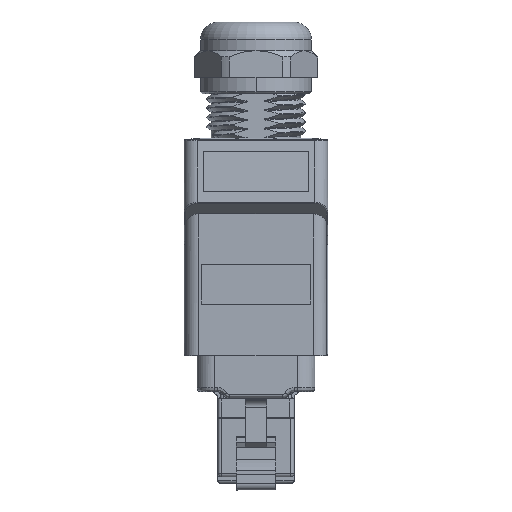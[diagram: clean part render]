
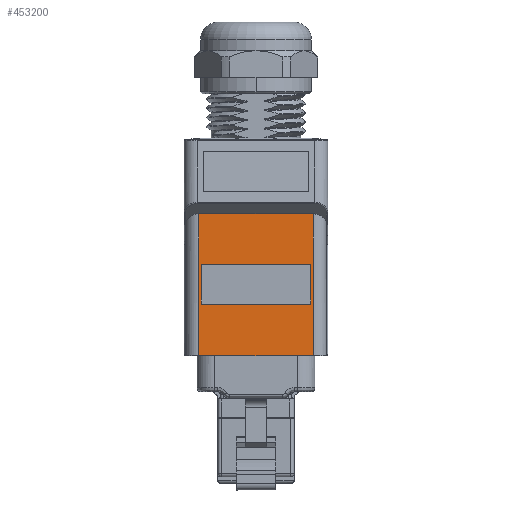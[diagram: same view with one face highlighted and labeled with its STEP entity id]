
A CAD part, top view. The second image highlights one B-rep face of the part: STEP entity #453200.
In plain terms, the highlighted face is planar.
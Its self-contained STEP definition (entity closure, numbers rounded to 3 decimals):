
#283880=CARTESIAN_POINT('',(-34.603,14.593,
-25.127));
#283890=VERTEX_POINT('',#283880);
#285670=CARTESIAN_POINT('',(-17.003,14.593,
-25.127));
#285680=VERTEX_POINT('',#285670);
#285710=CARTESIAN_POINT('',(0.,14.593,-25.127));
#285720=DIRECTION('',(-1.,0.,0.));
#285730=VECTOR('',#285720,1.);
#285740=LINE('',#285710,#285730);
#285750=EDGE_CURVE('',#285680,#283890,#285740,.T.);
#286050=CARTESIAN_POINT('',(-17.003,14.593,
-3.407));
#286060=VERTEX_POINT('',#286050);
#286090=CARTESIAN_POINT('',(-17.003,14.593,
1.373));
#286100=DIRECTION('',(0.,0.,1.));
#286110=VECTOR('',#286100,1.);
#286120=LINE('',#286090,#286110);
#286130=EDGE_CURVE('',#285680,#286060,#286120,.T.);
#443550=CARTESIAN_POINT('',(-34.603,14.593,
-3.407));
#443560=VERTEX_POINT('',#443550);
#443590=CARTESIAN_POINT('',(-23.788,14.593,
-3.407));
#443600=DIRECTION('',(1.,0.,0.));
#443610=VECTOR('',#443600,1.);
#443620=LINE('',#443590,#443610);
#443630=EDGE_CURVE('',#443560,#286060,#443620,.T.);
#443830=CARTESIAN_POINT('',(-34.603,14.593,
1.373));
#443840=DIRECTION('',(0.,0.,1.));
#443850=VECTOR('',#443840,1.);
#443860=LINE('',#443830,#443850);
#443870=EDGE_CURVE('',#283890,#443560,#443860,.T.);
#452390=CARTESIAN_POINT('',(-36.803,14.593,
1.373));
#452400=DIRECTION('',(-0.,-1.,-0.));
#452410=DIRECTION('',(-1.,0.,0.));
#452420=AXIS2_PLACEMENT_3D('',#452390,#452400,#452410);
#452430=PLANE('',#452420);
#452440=CARTESIAN_POINT('',(-33.898,14.593,
-17.067));
#452450=DIRECTION('',(0.,1.,0.));
#452460=DIRECTION('',(-1.,0.,0.));
#452470=AXIS2_PLACEMENT_3D('',#452440,#452450,#452460);
#452480=CIRCLE('',#452470,0.3);
#452490=CARTESIAN_POINT('',(-33.898,14.593,
-17.367));
#452500=VERTEX_POINT('',#452490);
#452510=CARTESIAN_POINT('',(-34.198,14.593,
-17.067));
#452520=VERTEX_POINT('',#452510);
#452530=EDGE_CURVE('',#452500,#452520,#452480,.T.);
#452540=ORIENTED_EDGE('',*,*,#452530,.F.);
#452550=CARTESIAN_POINT('',(-34.198,14.593,
1.373));
#452560=DIRECTION('',(0.,0.,-1.));
#452570=VECTOR('',#452560,1.);
#452580=LINE('',#452550,#452570);
#452590=CARTESIAN_POINT('',(-34.198,14.593,
-11.467));
#452600=VERTEX_POINT('',#452590);
#452610=EDGE_CURVE('',#452600,#452520,#452580,.T.);
#452620=ORIENTED_EDGE('',*,*,#452610,.T.);
#452630=CARTESIAN_POINT('',(-33.898,14.593,
-11.467));
#452640=DIRECTION('',(0.,1.,0.));
#452650=DIRECTION('',(-1.,0.,0.));
#452660=AXIS2_PLACEMENT_3D('',#452630,#452640,#452650);
#452670=CIRCLE('',#452660,0.3);
#452680=CARTESIAN_POINT('',(-33.898,14.593,
-11.167));
#452690=VERTEX_POINT('',#452680);
#452700=EDGE_CURVE('',#452600,#452690,#452670,.T.);
#452710=ORIENTED_EDGE('',*,*,#452700,.F.);
#452720=CARTESIAN_POINT('',(-23.788,14.593,
-11.167));
#452730=DIRECTION('',(-1.,0.,0.));
#452740=VECTOR('',#452730,1.);
#452750=LINE('',#452720,#452740);
#452760=CARTESIAN_POINT('',(-17.708,14.593,
-11.167));
#452770=VERTEX_POINT('',#452760);
#452780=EDGE_CURVE('',#452770,#452690,#452750,.T.);
#452790=ORIENTED_EDGE('',*,*,#452780,.T.);
#452800=CARTESIAN_POINT('',(-17.708,14.593,
-11.467));
#452810=DIRECTION('',(0.,1.,0.));
#452820=DIRECTION('',(-1.,0.,0.));
#452830=AXIS2_PLACEMENT_3D('',#452800,#452810,#452820);
#452840=CIRCLE('',#452830,0.3);
#452850=CARTESIAN_POINT('',(-17.408,14.593,
-11.467));
#452860=VERTEX_POINT('',#452850);
#452870=EDGE_CURVE('',#452770,#452860,#452840,.T.);
#452880=ORIENTED_EDGE('',*,*,#452870,.F.);
#452890=CARTESIAN_POINT('',(-17.408,14.593,
1.373));
#452900=DIRECTION('',(0.,0.,1.));
#452910=VECTOR('',#452900,1.);
#452920=LINE('',#452890,#452910);
#452930=CARTESIAN_POINT('',(-17.408,14.593,
-17.067));
#452940=VERTEX_POINT('',#452930);
#452950=EDGE_CURVE('',#452940,#452860,#452920,.T.);
#452960=ORIENTED_EDGE('',*,*,#452950,.T.);
#452970=CARTESIAN_POINT('',(-17.708,14.593,
-17.067));
#452980=DIRECTION('',(0.,1.,0.));
#452990=DIRECTION('',(-1.,0.,0.));
#453000=AXIS2_PLACEMENT_3D('',#452970,#452980,#452990);
#453010=CIRCLE('',#453000,0.3);
#453020=CARTESIAN_POINT('',(-17.708,14.593,
-17.367));
#453030=VERTEX_POINT('',#453020);
#453040=EDGE_CURVE('',#452940,#453030,#453010,.T.);
#453050=ORIENTED_EDGE('',*,*,#453040,.F.);
#453060=CARTESIAN_POINT('',(-23.788,14.593,
-17.367));
#453070=DIRECTION('',(1.,0.,0.));
#453080=VECTOR('',#453070,1.);
#453090=LINE('',#453060,#453080);
#453100=EDGE_CURVE('',#452500,#453030,#453090,.T.);
#453110=ORIENTED_EDGE('',*,*,#453100,.T.);
#453120=EDGE_LOOP('',(#453110,#453050,#452960,#452880,#452790,#452710,
#452620,#452540));
#453130=FACE_BOUND('',#453120,.T.);
#453140=ORIENTED_EDGE('',*,*,#286130,.F.);
#453150=ORIENTED_EDGE('',*,*,#443630,.T.);
#453160=ORIENTED_EDGE('',*,*,#443870,.T.);
#453170=ORIENTED_EDGE('',*,*,#285750,.T.);
#453180=EDGE_LOOP('',(#453170,#453160,#453150,#453140));
#453190=FACE_OUTER_BOUND('',#453180,.T.);
#453200=ADVANCED_FACE('',(#453130,#453190),#452430,.F.);
